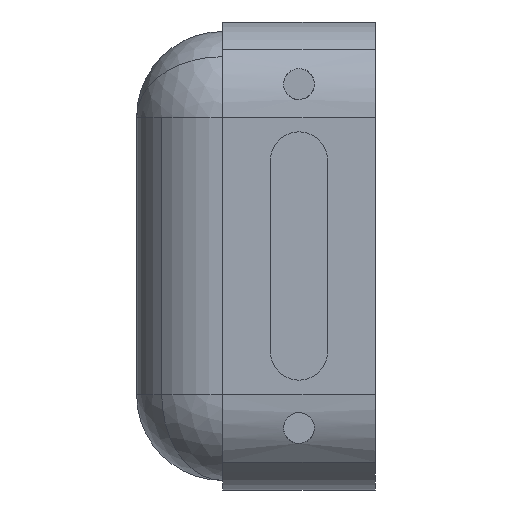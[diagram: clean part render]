
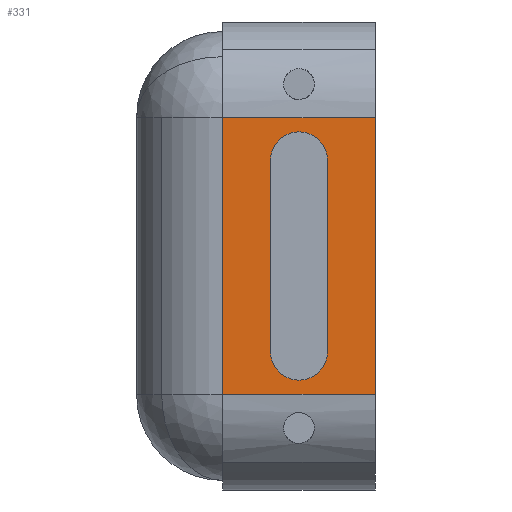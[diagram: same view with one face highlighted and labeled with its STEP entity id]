
A CAD part, front view. The second image highlights one B-rep face of the part: STEP entity #331.
In plain terms, the highlighted planar face has unit normal (0, -1, 0).
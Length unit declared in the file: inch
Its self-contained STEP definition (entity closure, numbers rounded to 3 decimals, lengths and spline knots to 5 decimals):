
#269 = FACE_BOUND ( 'NONE', #4301, .T. ) ;
#314 = EDGE_CURVE ( 'NONE', #13887, #12921, #13799, .T. ) ;
#331 = ADVANCED_FACE ( 'NONE', ( #15290, #269 ), #6394, .T. ) ;
#361 = CARTESIAN_POINT ( 'NONE',  ( 0.39472, -2.09672, -0.13015 ) ) ;
#628 = VECTOR ( 'NONE', #16766, 39.37008 ) ;
#946 = AXIS2_PLACEMENT_3D ( 'NONE', #12420, #11620, #18919 ) ;
#950 = ORIENTED_EDGE ( 'NONE', *, *, #10136, .F. ) ;
#1098 = EDGE_CURVE ( 'NONE', #6557, #15908, #8975, .T. ) ;
#1110 = CARTESIAN_POINT ( 'NONE',  ( 0.17818, -2.09672, -0.27287 ) ) ;
#1270 = ORIENTED_EDGE ( 'NONE', *, *, #2855, .F. ) ;
#1285 = VERTEX_POINT ( 'NONE', #7652 ) ;
#1436 = EDGE_CURVE ( 'NONE', #15412, #13218, #8301, .T. ) ;
#1513 = DIRECTION ( 'NONE',  ( 0., 0., -1. ) ) ;
#2203 = DIRECTION ( 'NONE',  ( 1., 0., 0. ) ) ;
#2699 = DIRECTION ( 'NONE',  ( 1., 0., 0. ) ) ;
#2743 = CARTESIAN_POINT ( 'NONE',  ( 0.27661, -2.09672, 0.20942 ) ) ;
#2855 = EDGE_CURVE ( 'NONE', #1285, #15412, #14936, .T. ) ;
#3215 = CARTESIAN_POINT ( 'NONE',  ( 0.17818, -2.09672, 0.49485 ) ) ;
#3875 = DIRECTION ( 'NONE',  ( 0., 1., 0. ) ) ;
#4301 = EDGE_LOOP ( 'NONE', ( #16758, #15958, #9014, #19491 ) ) ;
#5323 = CARTESIAN_POINT ( 'NONE',  ( 0.49314, -2.09672, -0.27287 ) ) ;
#5565 = AXIS2_PLACEMENT_3D ( 'NONE', #5662, #3875, #2699 ) ;
#5662 = CARTESIAN_POINT ( 'NONE',  ( 0.33566, -2.09672, 0.20942 ) ) ;
#5793 = EDGE_LOOP ( 'NONE', ( #16855, #1270, #950, #9323 ) ) ;
#5952 = CARTESIAN_POINT ( 'NONE',  ( 0.49314, -2.09672, 0.49485 ) ) ;
#6213 = CARTESIAN_POINT ( 'NONE',  ( 0.27661, -2.09672, -0.327 ) ) ;
#6283 = DIRECTION ( 'NONE',  ( 0., 0., 1. ) ) ;
#6394 = PLANE ( 'NONE',  #946 ) ;
#6453 = CARTESIAN_POINT ( 'NONE',  ( 0.17818, -2.09672, 0.298 ) ) ;
#6557 = VERTEX_POINT ( 'NONE', #7813 ) ;
#6651 = CIRCLE ( 'NONE', #13281, 0.05906 ) ;
#7137 = DIRECTION ( 'NONE',  ( 0., 0., 1. ) ) ;
#7188 = CARTESIAN_POINT ( 'NONE',  ( 0.33566, -2.09672, -0.18429 ) ) ;
#7341 = EDGE_CURVE ( 'NONE', #13218, #8908, #12213, .T. ) ;
#7652 = CARTESIAN_POINT ( 'NONE',  ( 0.49314, -2.09672, 0.298 ) ) ;
#7813 = CARTESIAN_POINT ( 'NONE',  ( 0.27661, -2.09672, -0.18429 ) ) ;
#7984 = CARTESIAN_POINT ( 'NONE',  ( 0.39472, -2.09672, 0.20942 ) ) ;
#8301 = LINE ( 'NONE', #11558, #9233 ) ;
#8668 = VECTOR ( 'NONE', #6283, 39.37008 ) ;
#8788 = VECTOR ( 'NONE', #7137, 39.37008 ) ;
#8856 = DIRECTION ( 'NONE',  ( -1., 0., 0. ) ) ;
#8908 = VERTEX_POINT ( 'NONE', #6453 ) ;
#8975 = LINE ( 'NONE', #6213, #8788 ) ;
#9014 = ORIENTED_EDGE ( 'NONE', *, *, #1098, .T. ) ;
#9233 = VECTOR ( 'NONE', #18961, 39.37008 ) ;
#9323 = ORIENTED_EDGE ( 'NONE', *, *, #7341, .F. ) ;
#10025 = CARTESIAN_POINT ( 'NONE',  ( 0.39472, -2.09672, -0.18429 ) ) ;
#10136 = EDGE_CURVE ( 'NONE', #8908, #1285, #15739, .T. ) ;
#10654 = EDGE_CURVE ( 'NONE', #15908, #13887, #14069, .T. ) ;
#11558 = CARTESIAN_POINT ( 'NONE',  ( 0.49314, -2.09672, -0.27287 ) ) ;
#11620 = DIRECTION ( 'NONE',  ( 0., -1., 0. ) ) ;
#12213 = LINE ( 'NONE', #3215, #8668 ) ;
#12420 = CARTESIAN_POINT ( 'NONE',  ( 0.49314, -2.09672, -0.46972 ) ) ;
#12493 = VECTOR ( 'NONE', #2203, 39.37008 ) ;
#12921 = VERTEX_POINT ( 'NONE', #10025 ) ;
#13206 = DIRECTION ( 'NONE',  ( 0., 1., 0. ) ) ;
#13218 = VERTEX_POINT ( 'NONE', #1110 ) ;
#13281 = AXIS2_PLACEMENT_3D ( 'NONE', #7188, #13206, #8856 ) ;
#13799 = LINE ( 'NONE', #361, #628 ) ;
#13887 = VERTEX_POINT ( 'NONE', #7984 ) ;
#14069 = CIRCLE ( 'NONE', #5565, 0.05906 ) ;
#14920 = EDGE_CURVE ( 'NONE', #12921, #6557, #6651, .T. ) ;
#14936 = LINE ( 'NONE', #5952, #17481 ) ;
#15290 = FACE_OUTER_BOUND ( 'NONE', #5793, .T. ) ;
#15412 = VERTEX_POINT ( 'NONE', #5323 ) ;
#15739 = LINE ( 'NONE', #19085, #12493 ) ;
#15908 = VERTEX_POINT ( 'NONE', #2743 ) ;
#15958 = ORIENTED_EDGE ( 'NONE', *, *, #14920, .T. ) ;
#16758 = ORIENTED_EDGE ( 'NONE', *, *, #314, .T. ) ;
#16766 = DIRECTION ( 'NONE',  ( 0., 0., -1. ) ) ;
#16855 = ORIENTED_EDGE ( 'NONE', *, *, #1436, .F. ) ;
#17481 = VECTOR ( 'NONE', #1513, 39.37008 ) ;
#18919 = DIRECTION ( 'NONE',  ( 0., 0., -1. ) ) ;
#18961 = DIRECTION ( 'NONE',  ( -1., 0., 0. ) ) ;
#19085 = CARTESIAN_POINT ( 'NONE',  ( 0.49314, -2.09672, 0.298 ) ) ;
#19491 = ORIENTED_EDGE ( 'NONE', *, *, #10654, .T. ) ;
